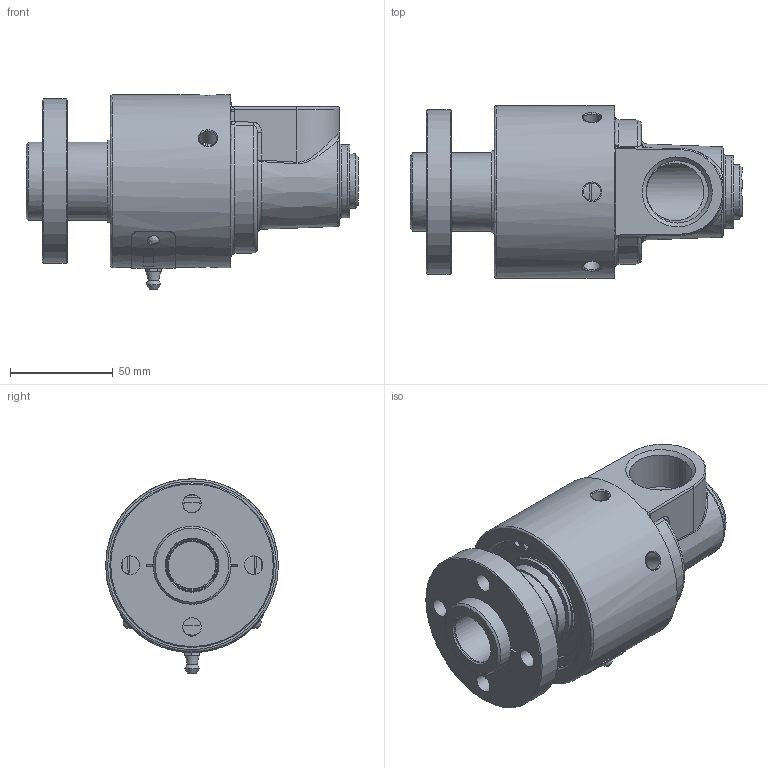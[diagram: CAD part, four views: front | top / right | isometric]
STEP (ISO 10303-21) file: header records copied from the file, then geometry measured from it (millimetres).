
FILE_DESCRIPTION (( 'STEP AP214' ), '1' );
FILE_NAME ('TUR-GRF25.STEP', '2016-08-22T12:32:48', ( '' ), ( '' ), 'SwSTEP 2.0', 'SolidWorks 2016', '' );
FILE_SCHEMA (( 'AUTOMOTIVE_DESIGN' ));
Length unit declared in the file: millimetre
Products named in the file (1): TUR-GRF25
Bounding box: 161.5 x 84 x 94.5 mm (x, y, z)
Surface area: 89828.8 mm2 (no closed solid volume)
Topology: 0 solids, 1 shells, 340 faces, 982 edges, 648 vertices
Faces by surface type: plane 134, cylinder 120, bspline 61, cone 24, torus 1
Full cylindrical faces by diameter (mm): 2.5 x4, 3 x4, 6 x1, 8.5 x4, 9 x5, 23 x1, 24 x2, 24.12 x1, 24.3 x1, 25 x1, 25.2 x1, 26 x1, 30.29 x1, 31 x1, 32 x3, 32.2 x1, 33 x1, 35.5 x1, 37.5 x2, 38 x2, 39.8 x1, 40 x3, 44 x1, 46.4 x2, 59 x1, 60 x1, 61.1 x2, 68 x2, 80 x1, 84 x1
Entity records: 28885 total; most frequent: CARTESIAN_POINT 18857, ORIENTED_EDGE 1718, DIRECTION 933, EDGE_CURVE 863, VERTEX_POINT 616, B_SPLINE_CURVE_WITH_KNOTS 505, EDGE_LOOP 483, FACE_OUTER_BOUND 406
